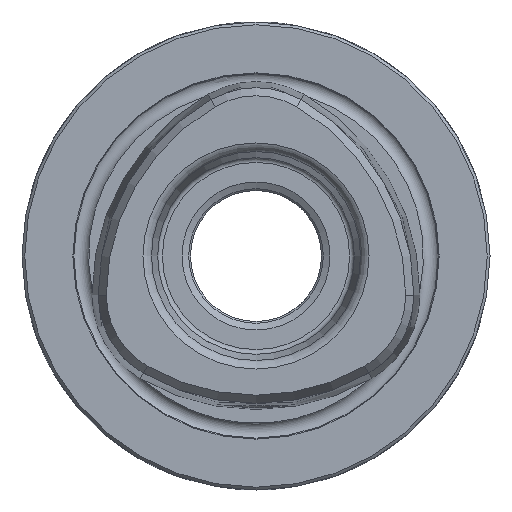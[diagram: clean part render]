
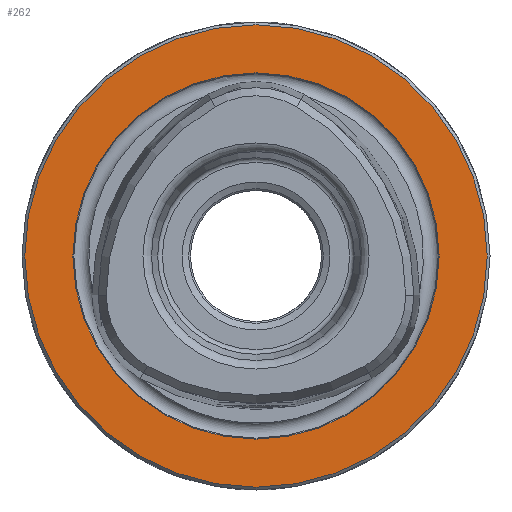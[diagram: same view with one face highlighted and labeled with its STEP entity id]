
A CAD part, left-side view. The second image highlights one B-rep face of the part: STEP entity #262.
In plain terms, the highlighted planar face has unit normal (-1, 0, 0).
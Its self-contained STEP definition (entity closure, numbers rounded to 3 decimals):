
#262 = ADVANCED_FACE( '', ( #586, #587 ), #588, .T. );
#586 = FACE_OUTER_BOUND( '', #941, .T. );
#587 = FACE_BOUND( '', #942, .T. );
#588 = PLANE( '', #943 );
#941 = EDGE_LOOP( '', ( #1588 ) );
#942 = EDGE_LOOP( '', ( #1589 ) );
#943 = AXIS2_PLACEMENT_3D( '', #1590, #1591, #1592 );
#1588 = ORIENTED_EDGE( '', *, *, #2030, .T. );
#1589 = ORIENTED_EDGE( '', *, *, #2028, .F. );
#1590 = CARTESIAN_POINT( '', ( 0., 0., 19.4 ) );
#1591 = DIRECTION( '', ( -1., 0., 0. ) );
#1592 = DIRECTION( '', ( 0., 0., 1. ) );
#2028 = EDGE_CURVE( '', #2429, #2429, #2430, .T. );
#2030 = EDGE_CURVE( '', #2432, #2432, #2433, .T. );
#2429 = VERTEX_POINT( '', #3628 );
#2430 = CIRCLE( '', #3629, 19.564 );
#2432 = VERTEX_POINT( '', #3631 );
#2433 = CIRCLE( '', #3632, 24.7 );
#3628 = CARTESIAN_POINT( '', ( 0., 0., 19.564 ) );
#3629 = AXIS2_PLACEMENT_3D( '', #3947, #3948, #3949 );
#3631 = CARTESIAN_POINT( '', ( 0., 0., 24.7 ) );
#3632 = AXIS2_PLACEMENT_3D( '', #3950, #3951, #3952 );
#3947 = CARTESIAN_POINT( '', ( 0., 0., 0. ) );
#3948 = DIRECTION( '', ( -1., 0., 0. ) );
#3949 = DIRECTION( '', ( 0., 0., 1. ) );
#3950 = CARTESIAN_POINT( '', ( 0., 0., 0. ) );
#3951 = DIRECTION( '', ( -1., 0., 0. ) );
#3952 = DIRECTION( '', ( 0., 0., 1. ) );
